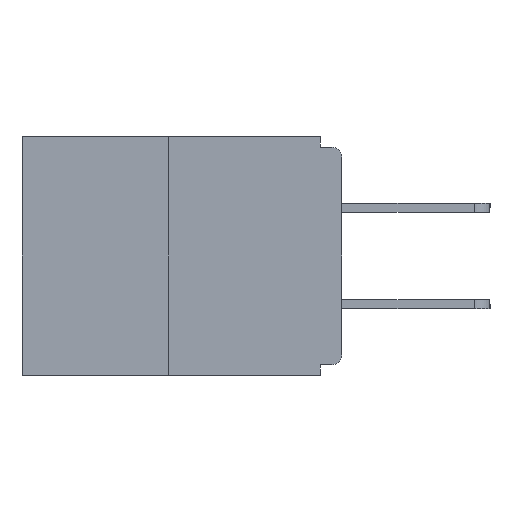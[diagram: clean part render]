
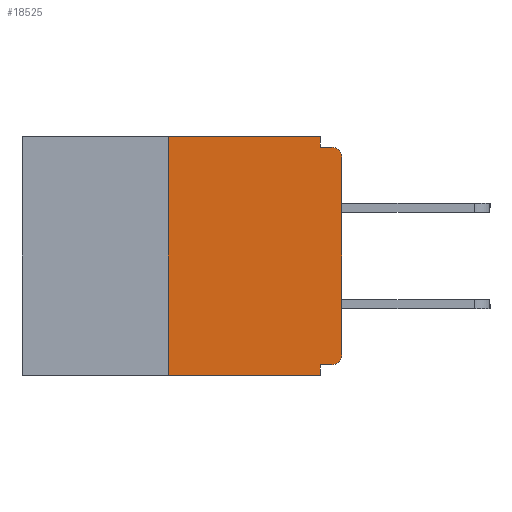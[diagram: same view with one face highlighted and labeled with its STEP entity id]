
A CAD part, left-side view. The second image highlights one B-rep face of the part: STEP entity #18525.
In plain terms, the highlighted planar face has unit normal (-1, 0, 0).
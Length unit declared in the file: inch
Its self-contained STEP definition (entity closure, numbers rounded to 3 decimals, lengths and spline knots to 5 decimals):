
#160 = CARTESIAN_POINT ( 'NONE',  ( 0., 0.015, -0.328 ) ) ;
#183 = EDGE_CURVE ( 'NONE', #19759, #26698, #12135, .T. ) ;
#399 = DIRECTION ( 'NONE',  ( 0., 0., -1. ) ) ;
#829 = VECTOR ( 'NONE', #17866, 39.37008 ) ;
#1000 = CARTESIAN_POINT ( 'NONE',  ( 0., 0.031, 0. ) ) ;
#1127 = VERTEX_POINT ( 'NONE', #25266 ) ;
#1228 = DIRECTION ( 'NONE',  ( 0., 0., -1. ) ) ;
#1503 = CARTESIAN_POINT ( 'NONE',  ( 0., 0.015, -0.03 ) ) ;
#1733 = DIRECTION ( 'NONE',  ( -1., 0., 0. ) ) ;
#2153 = LINE ( 'NONE', #19155, #12992 ) ;
#2294 = DIRECTION ( 'NONE',  ( 0., 0., 1. ) ) ;
#2345 = VERTEX_POINT ( 'NONE', #27125 ) ;
#2474 = EDGE_CURVE ( 'NONE', #2345, #23847, #10524, .T. ) ;
#3275 = CARTESIAN_POINT ( 'NONE',  ( 0., 0.25, 0. ) ) ;
#3485 = VERTEX_POINT ( 'NONE', #160 ) ;
#3568 = AXIS2_PLACEMENT_3D ( 'NONE', #1503, #13064, #25736 ) ;
#4532 = VECTOR ( 'NONE', #12747, 39.37008 ) ;
#4682 = CARTESIAN_POINT ( 'NONE',  ( 0., 0.031, 0. ) ) ;
#4864 = VECTOR ( 'NONE', #13827, 39.37008 ) ;
#5411 = ORIENTED_EDGE ( 'NONE', *, *, #12546, .T. ) ;
#5871 = CIRCLE ( 'NONE', #9426, 0.015 ) ;
#5982 = EDGE_CURVE ( 'NONE', #1127, #26698, #12090, .T. ) ;
#6065 = EDGE_CURVE ( 'NONE', #15122, #23762, #14453, .T. ) ;
#6942 = ORIENTED_EDGE ( 'NONE', *, *, #6065, .F. ) ;
#7221 = VECTOR ( 'NONE', #18130, 39.37008 ) ;
#7576 = CARTESIAN_POINT ( 'NONE',  ( 0., 0.46, -0.343 ) ) ;
#7679 = CARTESIAN_POINT ( 'NONE',  ( 0., 0., -0.03 ) ) ;
#8540 = CARTESIAN_POINT ( 'NONE',  ( 0., 0.25, -0.343 ) ) ;
#8702 = CARTESIAN_POINT ( 'NONE',  ( 0., 0.015, -0.313 ) ) ;
#8753 = DIRECTION ( 'NONE',  ( 0., 0., 1. ) ) ;
#8759 = CARTESIAN_POINT ( 'NONE',  ( 0., 0.031, -0.343 ) ) ;
#9405 = ORIENTED_EDGE ( 'NONE', *, *, #23092, .F. ) ;
#9426 = AXIS2_PLACEMENT_3D ( 'NONE', #8702, #1733, #10654 ) ;
#9640 = CARTESIAN_POINT ( 'NONE',  ( 0., 0., -0.328 ) ) ;
#9942 = ORIENTED_EDGE ( 'NONE', *, *, #183, .T. ) ;
#10213 = ORIENTED_EDGE ( 'NONE', *, *, #16752, .F. ) ;
#10524 = LINE ( 'NONE', #12911, #4532 ) ;
#10654 = DIRECTION ( 'NONE',  ( 0., 0., -1. ) ) ;
#10849 = PLANE ( 'NONE',  #23836 ) ;
#11052 = EDGE_CURVE ( 'NONE', #21726, #23847, #12924, .T. ) ;
#12090 = LINE ( 'NONE', #26585, #18070 ) ;
#12135 = LINE ( 'NONE', #7576, #7221 ) ;
#12546 = EDGE_CURVE ( 'NONE', #27494, #21726, #16983, .T. ) ;
#12747 = DIRECTION ( 'NONE',  ( 0., -1., 0. ) ) ;
#12911 = CARTESIAN_POINT ( 'NONE',  ( 0., 0., -0.015 ) ) ;
#12924 = CIRCLE ( 'NONE', #3568, 0.015 ) ;
#12992 = VECTOR ( 'NONE', #2294, 39.37008 ) ;
#13064 = DIRECTION ( 'NONE',  ( -1., 0., 0. ) ) ;
#13259 = EDGE_CURVE ( 'NONE', #23762, #2345, #20220, .T. ) ;
#13763 = ORIENTED_EDGE ( 'NONE', *, *, #2474, .F. ) ;
#13827 = DIRECTION ( 'NONE',  ( 0., 1., 0. ) ) ;
#14453 = LINE ( 'NONE', #23359, #15892 ) ;
#15122 = VERTEX_POINT ( 'NONE', #3275 ) ;
#15423 = CARTESIAN_POINT ( 'NONE',  ( 0., 0.46, 0. ) ) ;
#15892 = VECTOR ( 'NONE', #21292, 39.37008 ) ;
#16726 = EDGE_CURVE ( 'NONE', #3485, #27494, #5871, .T. ) ;
#16752 = EDGE_CURVE ( 'NONE', #19759, #15122, #2153, .T. ) ;
#16983 = LINE ( 'NONE', #22949, #17694 ) ;
#17694 = VECTOR ( 'NONE', #8753, 39.37008 ) ;
#17781 = ORIENTED_EDGE ( 'NONE', *, *, #16726, .T. ) ;
#17866 = DIRECTION ( 'NONE',  ( 0., 0., -1. ) ) ;
#18070 = VECTOR ( 'NONE', #1228, 39.37008 ) ;
#18130 = DIRECTION ( 'NONE',  ( 0., -1., 0. ) ) ;
#18525 = ADVANCED_FACE ( 'NONE', ( #19344 ), #10849, .F. ) ;
#19155 = CARTESIAN_POINT ( 'NONE',  ( 0., 0.25, 0. ) ) ;
#19344 = FACE_OUTER_BOUND ( 'NONE', #19512, .T. ) ;
#19512 = EDGE_LOOP ( 'NONE', ( #6942, #10213, #9942, #25452, #9405, #17781, #5411, #26885, #13763, #26921 ) ) ;
#19759 = VERTEX_POINT ( 'NONE', #8540 ) ;
#20220 = LINE ( 'NONE', #1000, #829 ) ;
#21292 = DIRECTION ( 'NONE',  ( 0., -1., 0. ) ) ;
#21300 = DIRECTION ( 'NONE',  ( 1., 0., 0. ) ) ;
#21510 = CARTESIAN_POINT ( 'NONE',  ( 0., 0., -0.313 ) ) ;
#21726 = VERTEX_POINT ( 'NONE', #7679 ) ;
#22949 = CARTESIAN_POINT ( 'NONE',  ( 0., 0., 0. ) ) ;
#23092 = EDGE_CURVE ( 'NONE', #3485, #1127, #24253, .T. ) ;
#23359 = CARTESIAN_POINT ( 'NONE',  ( 0., 0.46, 0. ) ) ;
#23762 = VERTEX_POINT ( 'NONE', #4682 ) ;
#23836 = AXIS2_PLACEMENT_3D ( 'NONE', #15423, #21300, #399 ) ;
#23847 = VERTEX_POINT ( 'NONE', #25856 ) ;
#24253 = LINE ( 'NONE', #9640, #4864 ) ;
#25266 = CARTESIAN_POINT ( 'NONE',  ( 0., 0.031, -0.328 ) ) ;
#25452 = ORIENTED_EDGE ( 'NONE', *, *, #5982, .F. ) ;
#25736 = DIRECTION ( 'NONE',  ( 0., 0., -1. ) ) ;
#25856 = CARTESIAN_POINT ( 'NONE',  ( 0., 0.015, -0.015 ) ) ;
#26585 = CARTESIAN_POINT ( 'NONE',  ( 0., 0.031, -0.343 ) ) ;
#26698 = VERTEX_POINT ( 'NONE', #8759 ) ;
#26885 = ORIENTED_EDGE ( 'NONE', *, *, #11052, .T. ) ;
#26921 = ORIENTED_EDGE ( 'NONE', *, *, #13259, .F. ) ;
#27125 = CARTESIAN_POINT ( 'NONE',  ( 0., 0.031, -0.015 ) ) ;
#27494 = VERTEX_POINT ( 'NONE', #21510 ) ;
